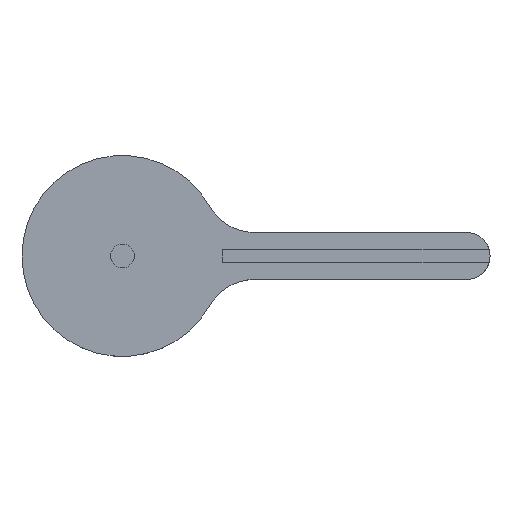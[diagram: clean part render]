
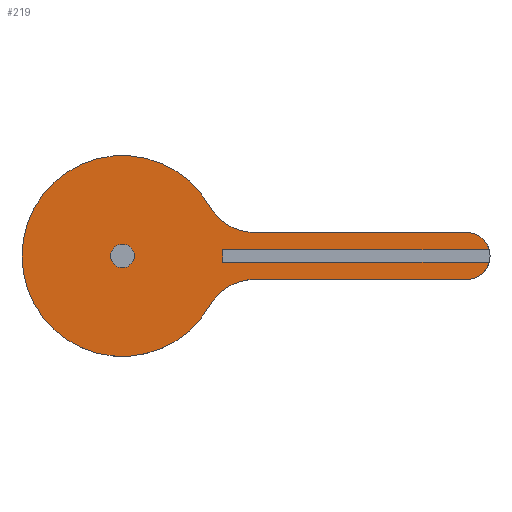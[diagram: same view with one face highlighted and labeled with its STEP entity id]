
A CAD part, top view. The second image highlights one B-rep face of the part: STEP entity #219.
In plain terms, the highlighted planar face has unit normal (0, 0, 1).
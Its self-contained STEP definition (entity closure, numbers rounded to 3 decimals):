
#7 = CIRCLE ( 'NONE', #206, 22. ) ;
#10 = CARTESIAN_POINT ( 'NONE',  ( 343.166, -6., 16. ) ) ;
#17 = EDGE_CURVE ( 'NONE', #211, #460, #223, .T. ) ;
#21 = VERTEX_POINT ( 'NONE', #266 ) ;
#40 = VERTEX_POINT ( 'NONE', #275 ) ;
#44 = ORIENTED_EDGE ( 'NONE', *, *, #442, .F. ) ;
#51 = AXIS2_PLACEMENT_3D ( 'NONE', #222, #183, #56 ) ;
#53 = DIRECTION ( 'NONE',  ( 0., 0., 1. ) ) ;
#56 = DIRECTION ( 'NONE',  ( 1., 0., 0. ) ) ;
#60 = DIRECTION ( 'NONE',  ( 1., 0., 0. ) ) ;
#61 = ORIENTED_EDGE ( 'NONE', *, *, #166, .F. ) ;
#64 = CARTESIAN_POINT ( 'NONE',  ( 0., 0., 16. ) ) ;
#66 = VECTOR ( 'NONE', #533, 1000. ) ;
#68 = VERTEX_POINT ( 'NONE', #182 ) ;
#70 = ORIENTED_EDGE ( 'NONE', *, *, #490, .T. ) ;
#75 = EDGE_CURVE ( 'NONE', #325, #218, #536, .T. ) ;
#77 = CARTESIAN_POINT ( 'NONE',  ( 0., 0., 16. ) ) ;
#88 = DIRECTION ( 'NONE',  ( 1., 0., 0. ) ) ;
#94 = ORIENTED_EDGE ( 'NONE', *, *, #437, .F. ) ;
#95 = CARTESIAN_POINT ( 'NONE',  ( 93.808, 6., 16. ) ) ;
#97 = CARTESIAN_POINT ( 'NONE',  ( 322., 0., 16. ) ) ;
#101 = ORIENTED_EDGE ( 'NONE', *, *, #363, .T. ) ;
#103 = EDGE_CURVE ( 'NONE', #517, #332, #187, .T. ) ;
#106 = VECTOR ( 'NONE', #420, 1000. ) ;
#107 = EDGE_LOOP ( 'NONE', ( #61, #160 ) ) ;
#114 = CARTESIAN_POINT ( 'NONE',  ( 0., 0., 16. ) ) ;
#116 = ORIENTED_EDGE ( 'NONE', *, *, #419, .F. ) ;
#117 = CARTESIAN_POINT ( 'NONE',  ( 123.548, -22., 16. ) ) ;
#119 = ORIENTED_EDGE ( 'NONE', *, *, #468, .T. ) ;
#124 = CIRCLE ( 'NONE', #450, 94. ) ;
#126 = CARTESIAN_POINT ( 'NONE',  ( 322., -22., 16. ) ) ;
#128 = CIRCLE ( 'NONE', #359, 48. ) ;
#131 = ORIENTED_EDGE ( 'NONE', *, *, #380, .T. ) ;
#137 = DIRECTION ( 'NONE',  ( 1., 0., 0. ) ) ;
#144 = CARTESIAN_POINT ( 'NONE',  ( 0., 0., 16. ) ) ;
#147 = EDGE_CURVE ( 'NONE', #458, #68, #157, .T. ) ;
#152 = CIRCLE ( 'NONE', #406, 94. ) ;
#157 = CIRCLE ( 'NONE', #456, 11. ) ;
#160 = ORIENTED_EDGE ( 'NONE', *, *, #147, .F. ) ;
#166 = EDGE_CURVE ( 'NONE', #68, #458, #506, .T. ) ;
#175 = AXIS2_PLACEMENT_3D ( 'NONE', #77, #367, #88 ) ;
#182 = CARTESIAN_POINT ( 'NONE',  ( -11., 0., 16. ) ) ;
#183 = DIRECTION ( 'NONE',  ( 0., 0., -1. ) ) ;
#186 = DIRECTION ( 'NONE',  ( 0., 0., 1. ) ) ;
#187 = CIRCLE ( 'NONE', #274, 94. ) ;
#206 = AXIS2_PLACEMENT_3D ( 'NONE', #97, #53, #269 ) ;
#211 = VERTEX_POINT ( 'NONE', #126 ) ;
#214 = CARTESIAN_POINT ( 'NONE',  ( 81.785, -46.338, 16. ) ) ;
#218 = VERTEX_POINT ( 'NONE', #288 ) ;
#219 = ADVANCED_FACE ( 'NONE', ( #296, #248 ), #375, .T. ) ;
#222 = CARTESIAN_POINT ( 'NONE',  ( 123.548, -70., 16. ) ) ;
#223 = CIRCLE ( 'NONE', #523, 22. ) ;
#225 = VECTOR ( 'NONE', #425, 1000. ) ;
#244 = DIRECTION ( 'NONE',  ( 0., 0., 1. ) ) ;
#248 = FACE_BOUND ( 'NONE', #107, .T. ) ;
#251 = VECTOR ( 'NONE', #273, 1000. ) ;
#261 = CARTESIAN_POINT ( 'NONE',  ( 343.166, 6., 16. ) ) ;
#265 = DIRECTION ( 'NONE',  ( 1., 0., 0. ) ) ;
#266 = CARTESIAN_POINT ( 'NONE',  ( 81.785, 46.338, 16. ) ) ;
#267 = DIRECTION ( 'NONE',  ( 0., 0., -1. ) ) ;
#268 = DIRECTION ( 'NONE',  ( 0., 0., 1. ) ) ;
#269 = DIRECTION ( 'NONE',  ( 1., 0., 0. ) ) ;
#273 = DIRECTION ( 'NONE',  ( -1., 0., 0. ) ) ;
#274 = AXIS2_PLACEMENT_3D ( 'NONE', #64, #486, #361 ) ;
#275 = CARTESIAN_POINT ( 'NONE',  ( 93.808, 6., 16. ) ) ;
#276 = EDGE_CURVE ( 'NONE', #325, #21, #128, .T. ) ;
#284 = CARTESIAN_POINT ( 'NONE',  ( 0., 0., 16. ) ) ;
#288 = CARTESIAN_POINT ( 'NONE',  ( 322., 22., 16. ) ) ;
#292 = DIRECTION ( 'NONE',  ( 0., 0., -1. ) ) ;
#293 = VERTEX_POINT ( 'NONE', #453 ) ;
#296 = FACE_OUTER_BOUND ( 'NONE', #411, .T. ) ;
#301 = VERTEX_POINT ( 'NONE', #214 ) ;
#304 = CARTESIAN_POINT ( 'NONE',  ( 11., 0., 16. ) ) ;
#305 = DIRECTION ( 'NONE',  ( 1., 0., 0. ) ) ;
#308 = VERTEX_POINT ( 'NONE', #261 ) ;
#309 = LINE ( 'NONE', #349, #225 ) ;
#315 = CARTESIAN_POINT ( 'NONE',  ( 0., 22., 16. ) ) ;
#322 = ORIENTED_EDGE ( 'NONE', *, *, #276, .T. ) ;
#325 = VERTEX_POINT ( 'NONE', #369 ) ;
#332 = VERTEX_POINT ( 'NONE', #459 ) ;
#338 = AXIS2_PLACEMENT_3D ( 'NONE', #114, #244, #482 ) ;
#339 = LINE ( 'NONE', #509, #106 ) ;
#349 = CARTESIAN_POINT ( 'NONE',  ( 93.808, -6., 16. ) ) ;
#359 = AXIS2_PLACEMENT_3D ( 'NONE', #416, #292, #412 ) ;
#361 = DIRECTION ( 'NONE',  ( 1., 0., 0. ) ) ;
#363 = EDGE_CURVE ( 'NONE', #293, #301, #378, .T. ) ;
#367 = DIRECTION ( 'NONE',  ( 0., 0., 1. ) ) ;
#369 = CARTESIAN_POINT ( 'NONE',  ( 123.548, 22., 16. ) ) ;
#375 = PLANE ( 'NONE',  #175 ) ;
#378 = CIRCLE ( 'NONE', #389, 94. ) ;
#380 = EDGE_CURVE ( 'NONE', #21, #293, #152, .T. ) ;
#389 = AXIS2_PLACEMENT_3D ( 'NONE', #516, #465, #60 ) ;
#399 = DIRECTION ( 'NONE',  ( 0., 0., 1. ) ) ;
#406 = AXIS2_PLACEMENT_3D ( 'NONE', #144, #186, #265 ) ;
#411 = EDGE_LOOP ( 'NONE', ( #94, #471, #116, #44, #522, #448, #322, #131, #101, #119, #70, #467 ) ) ;
#412 = DIRECTION ( 'NONE',  ( 1., 0., 0. ) ) ;
#416 = CARTESIAN_POINT ( 'NONE',  ( 123.548, 70., 16. ) ) ;
#419 = EDGE_CURVE ( 'NONE', #40, #517, #124, .T. ) ;
#420 = DIRECTION ( 'NONE',  ( 1., 0., 0. ) ) ;
#425 = DIRECTION ( 'NONE',  ( 1., 0., 0. ) ) ;
#437 = EDGE_CURVE ( 'NONE', #332, #460, #309, .T. ) ;
#442 = EDGE_CURVE ( 'NONE', #308, #40, #474, .T. ) ;
#448 = ORIENTED_EDGE ( 'NONE', *, *, #75, .F. ) ;
#450 = AXIS2_PLACEMENT_3D ( 'NONE', #512, #267, #137 ) ;
#453 = CARTESIAN_POINT ( 'NONE',  ( -94., 0., 16. ) ) ;
#456 = AXIS2_PLACEMENT_3D ( 'NONE', #284, #399, #489 ) ;
#457 = EDGE_CURVE ( 'NONE', #308, #218, #7, .T. ) ;
#458 = VERTEX_POINT ( 'NONE', #304 ) ;
#459 = CARTESIAN_POINT ( 'NONE',  ( 93.808, -6., 16. ) ) ;
#460 = VERTEX_POINT ( 'NONE', #10 ) ;
#465 = DIRECTION ( 'NONE',  ( 0., 0., 1. ) ) ;
#467 = ORIENTED_EDGE ( 'NONE', *, *, #17, .T. ) ;
#468 = EDGE_CURVE ( 'NONE', #301, #497, #510, .T. ) ;
#471 = ORIENTED_EDGE ( 'NONE', *, *, #103, .F. ) ;
#474 = LINE ( 'NONE', #95, #251 ) ;
#482 = DIRECTION ( 'NONE',  ( 1., 0., 0. ) ) ;
#486 = DIRECTION ( 'NONE',  ( 0., 0., -1. ) ) ;
#489 = DIRECTION ( 'NONE',  ( 1., 0., 0. ) ) ;
#490 = EDGE_CURVE ( 'NONE', #497, #211, #339, .T. ) ;
#497 = VERTEX_POINT ( 'NONE', #117 ) ;
#506 = CIRCLE ( 'NONE', #338, 11. ) ;
#509 = CARTESIAN_POINT ( 'NONE',  ( 0., -22., 16. ) ) ;
#510 = CIRCLE ( 'NONE', #51, 48. ) ;
#512 = CARTESIAN_POINT ( 'NONE',  ( 0., 0., 16. ) ) ;
#515 = CARTESIAN_POINT ( 'NONE',  ( 322., 0., 16. ) ) ;
#516 = CARTESIAN_POINT ( 'NONE',  ( 0., 0., 16. ) ) ;
#517 = VERTEX_POINT ( 'NONE', #520 ) ;
#520 = CARTESIAN_POINT ( 'NONE',  ( 94., 0., 16. ) ) ;
#522 = ORIENTED_EDGE ( 'NONE', *, *, #457, .T. ) ;
#523 = AXIS2_PLACEMENT_3D ( 'NONE', #515, #268, #305 ) ;
#533 = DIRECTION ( 'NONE',  ( 1., 0., 0. ) ) ;
#536 = LINE ( 'NONE', #315, #66 ) ;
